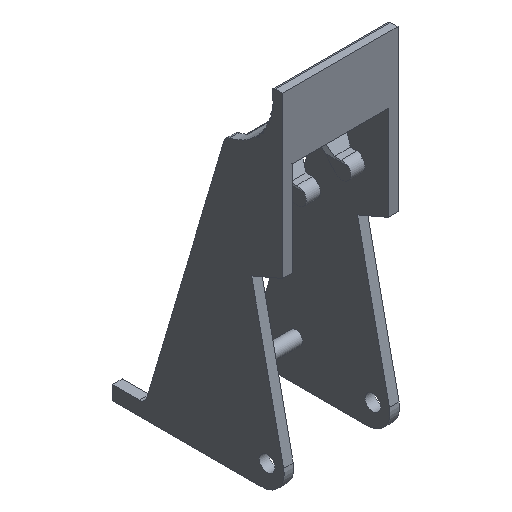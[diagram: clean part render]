
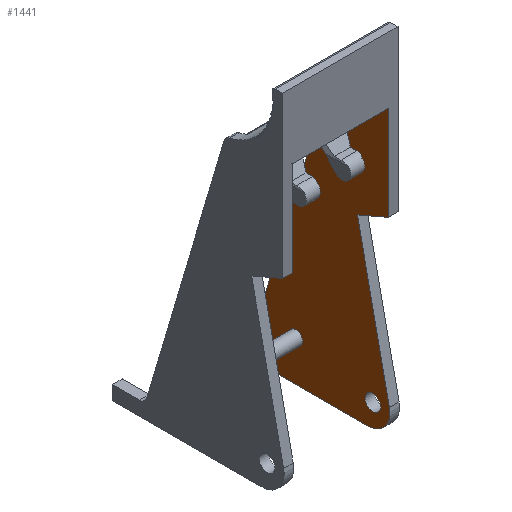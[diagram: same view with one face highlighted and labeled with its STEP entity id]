
A CAD part, isometric view. The second image highlights one B-rep face of the part: STEP entity #1441.
In plain terms, the highlighted planar face has unit normal (-1, 0, 0).
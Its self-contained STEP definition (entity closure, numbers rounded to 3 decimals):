
#18=FACE_BOUND('',#179,.T.);
#19=FACE_BOUND('',#180,.T.);
#45=PLANE('',#1614);
#99=FACE_OUTER_BOUND('',#178,.T.);
#178=EDGE_LOOP('',(#1190,#1191,#1192,#1193,#1194,#1195,#1196,#1197,#1198,
#1199,#1200,#1201,#1202));
#179=EDGE_LOOP('',(#1203));
#180=EDGE_LOOP('',(#1204));
#247=LINE('',#2249,#361);
#248=LINE('',#2253,#362);
#258=LINE('',#2275,#372);
#264=LINE('',#2288,#378);
#271=LINE('',#2302,#385);
#277=LINE('',#2314,#391);
#285=LINE('',#2338,#399);
#291=LINE('',#2349,#405);
#361=VECTOR('',#1768,1.);
#362=VECTOR('',#1771,1.);
#372=VECTOR('',#1785,1.);
#378=VECTOR('',#1795,1.);
#385=VECTOR('',#1804,1.);
#391=VECTOR('',#1814,1.);
#399=VECTOR('',#1838,1.);
#405=VECTOR('',#1848,1.);
#457=CIRCLE('',#1514,7.5);
#458=CIRCLE('',#1526,3.);
#524=CIRCLE('',#1615,0.5);
#525=CIRCLE('',#1616,1.);
#526=CIRCLE('',#1617,1.);
#527=CIRCLE('',#1618,0.9);
#528=CIRCLE('',#1619,1.05);
#582=VERTEX_POINT('',#2219);
#589=VERTEX_POINT('',#2232);
#590=VERTEX_POINT('',#2236);
#593=VERTEX_POINT('',#2247);
#594=VERTEX_POINT('',#2251);
#595=VERTEX_POINT('',#2252);
#604=VERTEX_POINT('',#2272);
#605=VERTEX_POINT('',#2274);
#610=VERTEX_POINT('',#2287);
#616=VERTEX_POINT('',#2301);
#620=VERTEX_POINT('',#2313);
#624=VERTEX_POINT('',#2325);
#628=VERTEX_POINT('',#2337);
#692=VERTEX_POINT('',#2530);
#693=VERTEX_POINT('',#2532);
#743=EDGE_CURVE('',#589,#582,#457,.T.);
#753=EDGE_CURVE('',#593,#590,#247,.T.);
#754=EDGE_CURVE('',#594,#595,#248,.T.);
#764=EDGE_CURVE('',#604,#605,#258,.T.);
#770=EDGE_CURVE('',#610,#590,#264,.T.);
#777=EDGE_CURVE('',#616,#610,#271,.T.);
#783=EDGE_CURVE('',#620,#616,#277,.T.);
#789=EDGE_CURVE('',#624,#620,#458,.T.);
#795=EDGE_CURVE('',#628,#624,#285,.T.);
#801=EDGE_CURVE('',#628,#594,#291,.T.);
#900=EDGE_CURVE('',#593,#582,#524,.T.);
#901=EDGE_CURVE('',#589,#605,#525,.T.);
#902=EDGE_CURVE('',#604,#595,#526,.T.);
#903=EDGE_CURVE('',#692,#692,#527,.T.);
#904=EDGE_CURVE('',#693,#693,#528,.T.);
#1190=ORIENTED_EDGE('',*,*,#770,.T.);
#1191=ORIENTED_EDGE('',*,*,#753,.F.);
#1192=ORIENTED_EDGE('',*,*,#900,.T.);
#1193=ORIENTED_EDGE('',*,*,#743,.F.);
#1194=ORIENTED_EDGE('',*,*,#901,.T.);
#1195=ORIENTED_EDGE('',*,*,#764,.F.);
#1196=ORIENTED_EDGE('',*,*,#902,.T.);
#1197=ORIENTED_EDGE('',*,*,#754,.F.);
#1198=ORIENTED_EDGE('',*,*,#801,.F.);
#1199=ORIENTED_EDGE('',*,*,#795,.T.);
#1200=ORIENTED_EDGE('',*,*,#789,.T.);
#1201=ORIENTED_EDGE('',*,*,#783,.T.);
#1202=ORIENTED_EDGE('',*,*,#777,.T.);
#1203=ORIENTED_EDGE('',*,*,#903,.F.);
#1204=ORIENTED_EDGE('',*,*,#904,.F.);
#1441=ADVANCED_FACE('',(#99,#18,#19),#45,.T.);
#1514=AXIS2_PLACEMENT_3D('',#2234,#1755,#1756);
#1526=AXIS2_PLACEMENT_3D('',#2326,#1824,#1825);
#1614=AXIS2_PLACEMENT_3D('',#2526,#2045,#2046);
#1615=AXIS2_PLACEMENT_3D('',#2527,#2047,#2048);
#1616=AXIS2_PLACEMENT_3D('',#2528,#2049,#2050);
#1617=AXIS2_PLACEMENT_3D('',#2529,#2051,#2052);
#1618=AXIS2_PLACEMENT_3D('',#2531,#2053,#2054);
#1619=AXIS2_PLACEMENT_3D('',#2533,#2055,#2056);
#1755=DIRECTION('center_axis',(-1.,0.,0.));
#1756=DIRECTION('ref_axis',(0.,0.,
1.));
#1768=DIRECTION('',(0.,-1.,0.));
#1771=DIRECTION('',(0.,-1.,0.));
#1785=DIRECTION('',(0.,-0.284,0.959));
#1795=DIRECTION('',(0.,0.,1.));
#1804=DIRECTION('',(0.,-0.919,0.394));
#1814=DIRECTION('',(0.,0.208,0.978));
#1824=DIRECTION('center_axis',(-1.,0.,0.));
#1825=DIRECTION('ref_axis',(0.,0.,
1.));
#1838=DIRECTION('',(0.,-1.,0.));
#1848=DIRECTION('',(0.,0.,1.));
#2045=DIRECTION('center_axis',(-1.,0.,0.));
#2046=DIRECTION('ref_axis',(0.,0.,
1.));
#2047=DIRECTION('center_axis',(1.,0.,0.));
#2048=DIRECTION('ref_axis',(0.,0.,
1.));
#2049=DIRECTION('center_axis',(-1.,0.,0.));
#2050=DIRECTION('ref_axis',(0.,0.,
1.));
#2051=DIRECTION('center_axis',(1.,0.,0.));
#2052=DIRECTION('ref_axis',(0.,0.,
1.));
#2053=DIRECTION('center_axis',(-1.,0.,0.));
#2054=DIRECTION('ref_axis',(0.,0.,
1.));
#2055=DIRECTION('center_axis',(-1.,0.,0.));
#2056=DIRECTION('ref_axis',(0.,0.,
1.));
#2219=CARTESIAN_POINT('',(14.3,-6.808,38.996));
#2232=CARTESIAN_POINT('',(14.3,-5.712,38.648));
#2234=CARTESIAN_POINT('Origin',(14.3,-4.,45.95));
#2236=CARTESIAN_POINT('',(14.3,-12.9,38.6));
#2247=CARTESIAN_POINT('',(14.3,-6.5,38.6));
#2249=CARTESIAN_POINT('',(14.3,17.1,38.6));
#2251=CARTESIAN_POINT('',(14.3,10.1,1.9));
#2252=CARTESIAN_POINT('',(14.3,6.447,1.9));
#2253=CARTESIAN_POINT('',(14.3,10.1,1.9));
#2272=CARTESIAN_POINT('',(14.3,5.488,2.616));
#2274=CARTESIAN_POINT('',(14.3,-4.981,37.958));
#2275=CARTESIAN_POINT('',(14.3,5.7,1.9));
#2287=CARTESIAN_POINT('',(14.3,-12.9,25.816));
#2288=CARTESIAN_POINT('',(14.3,-12.9,25.816));
#2301=CARTESIAN_POINT('',(14.3,-8.7,24.016));
#2302=CARTESIAN_POINT('',(14.3,-8.7,24.016));
#2313=CARTESIAN_POINT('',(14.3,-13.034,3.624));
#2314=CARTESIAN_POINT('',(14.3,-13.034,3.624));
#2325=CARTESIAN_POINT('',(14.3,-10.1,0.));
#2326=CARTESIAN_POINT('Origin',(14.3,-10.1,3.));
#2337=CARTESIAN_POINT('',(14.3,10.1,0.));
#2338=CARTESIAN_POINT('',(14.3,10.1,0.));
#2349=CARTESIAN_POINT('',(14.3,10.1,0.));
#2526=CARTESIAN_POINT('Origin',(14.3,17.1,38.6));
#2527=CARTESIAN_POINT('Origin',(14.3,-6.995,38.532));
#2528=CARTESIAN_POINT('Origin',(14.3,-5.94,37.674));
#2529=CARTESIAN_POINT('Origin',(14.3,6.447,2.9));
#2530=CARTESIAN_POINT('',(14.3,-0.4,6.4));
#2531=CARTESIAN_POINT('Origin',(14.3,-0.4,5.5));
#2532=CARTESIAN_POINT('',(14.3,-10.8,4.15));
#2533=CARTESIAN_POINT('Origin',(14.3,-10.8,3.1));
